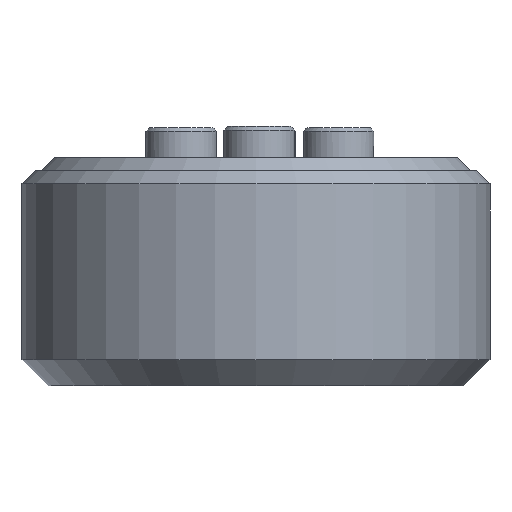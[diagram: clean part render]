
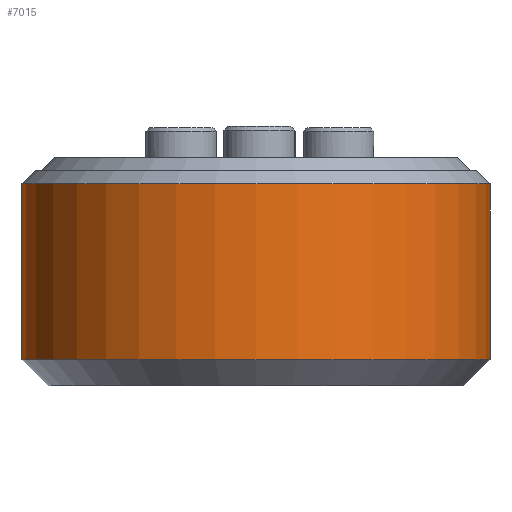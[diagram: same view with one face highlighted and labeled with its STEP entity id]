
A CAD part, left-side view. The second image highlights one B-rep face of the part: STEP entity #7015.
In plain terms, the highlighted cylindrical face has radius 17.85 mm (diameter 35.7 mm), a partial arc.
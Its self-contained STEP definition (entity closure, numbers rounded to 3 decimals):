
#562=FACE_OUTER_BOUND('',#979,.T.);
#979=EDGE_LOOP('',(#5022,#5023,#5024,#5025));
#1466=LINE('',#10828,#1998);
#1467=LINE('',#10829,#1999);
#1998=VECTOR('',#8745,10.);
#1999=VECTOR('',#8746,10.);
#2425=CIRCLE('',#7456,17.85);
#2428=CIRCLE('',#7461,17.85);
#2833=VERTEX_POINT('',#10535);
#2834=VERTEX_POINT('',#10537);
#2840=VERTEX_POINT('',#10551);
#2841=VERTEX_POINT('',#10553);
#3590=EDGE_CURVE('',#2833,#2834,#2425,.T.);
#3597=EDGE_CURVE('',#2840,#2841,#2428,.T.);
#3736=EDGE_CURVE('',#2833,#2841,#1466,.T.);
#3737=EDGE_CURVE('',#2840,#2834,#1467,.T.);
#5022=ORIENTED_EDGE('',*,*,#3590,.F.);
#5023=ORIENTED_EDGE('',*,*,#3736,.T.);
#5024=ORIENTED_EDGE('',*,*,#3597,.F.);
#5025=ORIENTED_EDGE('',*,*,#3737,.T.);
#6742=CYLINDRICAL_SURFACE('',#7566,17.85);
#7015=ADVANCED_FACE('',(#562),#6742,.T.);
#7456=AXIS2_PLACEMENT_3D('',#10538,#8438,#8439);
#7461=AXIS2_PLACEMENT_3D('',#10554,#8452,#8453);
#7566=AXIS2_PLACEMENT_3D('',#10827,#8743,#8744);
#8438=DIRECTION('center_axis',(0.,0.,-1.));
#8439=DIRECTION('ref_axis',(-0.707,0.707,0.));
#8452=DIRECTION('center_axis',(0.,0.,1.));
#8453=DIRECTION('ref_axis',(-0.707,0.707,0.));
#8743=DIRECTION('center_axis',(0.,0.,1.));
#8744=DIRECTION('ref_axis',(-0.707,0.707,0.));
#8745=DIRECTION('',(0.,0.,1.));
#8746=DIRECTION('',(0.,0.,-1.));
#10535=CARTESIAN_POINT('',(10.85,0.,1.2));
#10537=CARTESIAN_POINT('',(10.85,35.7,1.2));
#10538=CARTESIAN_POINT('Origin',(10.85,17.85,1.2));
#10551=CARTESIAN_POINT('',(10.85,35.7,14.6));
#10553=CARTESIAN_POINT('',(10.85,0.,14.6));
#10554=CARTESIAN_POINT('Origin',(10.85,17.85,14.6));
#10827=CARTESIAN_POINT('Origin',(10.85,17.85,1.9));
#10828=CARTESIAN_POINT('',(10.85,0.,1.9));
#10829=CARTESIAN_POINT('',(10.85,35.7,1.9));
